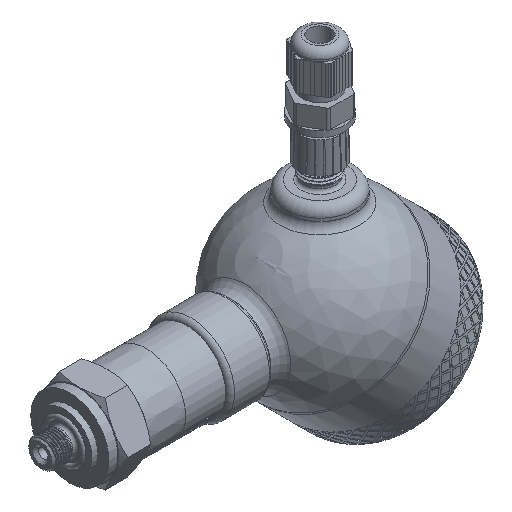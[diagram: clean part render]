
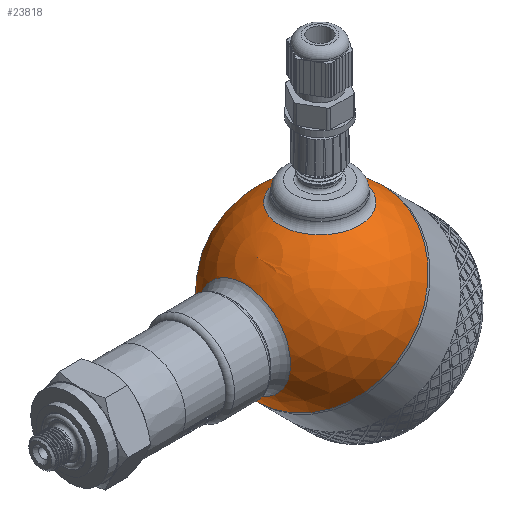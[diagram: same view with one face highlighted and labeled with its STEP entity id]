
A CAD part, isometric view. The second image highlights one B-rep face of the part: STEP entity #23818.
In plain terms, the highlighted spherical face has radius 30 mm.
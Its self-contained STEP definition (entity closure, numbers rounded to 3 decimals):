
#56=SPHERICAL_SURFACE('',#25289,30.);
#1008=FACE_BOUND('',#3412,.T.);
#1009=FACE_BOUND('',#3413,.T.);
#1854=FACE_OUTER_BOUND('',#3411,.T.);
#3411=EDGE_LOOP('',(#17332,#17333,#17334,#17335));
#3412=EDGE_LOOP('',(#17336));
#3413=EDGE_LOOP('',(#17337));
#4848=CIRCLE('',#25212,30.);
#4849=CIRCLE('',#25213,30.);
#4876=CIRCLE('',#25285,13.5);
#4879=CIRCLE('',#25290,30.);
#4880=CIRCLE('',#25291,15.643);
#9371=VERTEX_POINT('',#33081);
#9372=VERTEX_POINT('',#33083);
#9847=VERTEX_POINT('',#39145);
#9849=VERTEX_POINT('',#39152);
#9850=VERTEX_POINT('',#39154);
#11928=EDGE_CURVE('',#9371,#9372,#4848,.T.);
#11929=EDGE_CURVE('',#9372,#9371,#4849,.T.);
#12644=EDGE_CURVE('',#9847,#9847,#4876,.T.);
#12647=EDGE_CURVE('',#9372,#9849,#4879,.T.);
#12648=EDGE_CURVE('',#9850,#9850,#4880,.T.);
#17332=ORIENTED_EDGE('',*,*,#11929,.F.);
#17333=ORIENTED_EDGE('',*,*,#12647,.T.);
#17334=ORIENTED_EDGE('',*,*,#12647,.F.);
#17335=ORIENTED_EDGE('',*,*,#11928,.F.);
#17336=ORIENTED_EDGE('',*,*,#12648,.F.);
#17337=ORIENTED_EDGE('',*,*,#12644,.F.);
#23818=ADVANCED_FACE('',(#1854,#1008,#1009),#56,.T.);
#25212=AXIS2_PLACEMENT_3D('',#33084,#26556,#26557);
#25213=AXIS2_PLACEMENT_3D('',#33085,#26558,#26559);
#25285=AXIS2_PLACEMENT_3D('',#39146,#26954,#26955);
#25289=AXIS2_PLACEMENT_3D('',#39151,#26962,#26963);
#25290=AXIS2_PLACEMENT_3D('',#39153,#26964,#26965);
#25291=AXIS2_PLACEMENT_3D('',#39155,#26966,#26967);
#26556=DIRECTION('center_axis',(1.,0.,0.));
#26557=DIRECTION('ref_axis',(0.,1.,0.));
#26558=DIRECTION('center_axis',(1.,0.,0.));
#26559=DIRECTION('ref_axis',(0.,1.,0.));
#26954=DIRECTION('center_axis',(-0.707,0.,-0.707));
#26955=DIRECTION('ref_axis',(-0.707,0.,0.707));
#26962=DIRECTION('center_axis',(1.,0.,0.));
#26963=DIRECTION('ref_axis',(0.,-1.,0.));
#26964=DIRECTION('center_axis',(0.,0.,1.));
#26965=DIRECTION('ref_axis',(0.,1.,0.));
#26966=DIRECTION('center_axis',(-0.707,0.,0.707));
#26967=DIRECTION('ref_axis',(0.707,0.,0.707));
#33081=CARTESIAN_POINT('',(0.,-30.,0.));
#33083=CARTESIAN_POINT('',(0.,30.,0.));
#33084=CARTESIAN_POINT('Origin',(0.,0.,0.));
#33085=CARTESIAN_POINT('Origin',(0.,0.,0.));
#39145=CARTESIAN_POINT('',(-9.398,0.,-28.49));
#39146=CARTESIAN_POINT('Origin',(-18.944,0.,-18.944));
#39151=CARTESIAN_POINT('Origin',(0.,0.,0.));
#39152=CARTESIAN_POINT('',(-30.,0.,0.));
#39153=CARTESIAN_POINT('Origin',(0.,0.,0.));
#39154=CARTESIAN_POINT('',(-29.162,0.,7.04));
#39155=CARTESIAN_POINT('Origin',(-18.101,0.,18.101));
